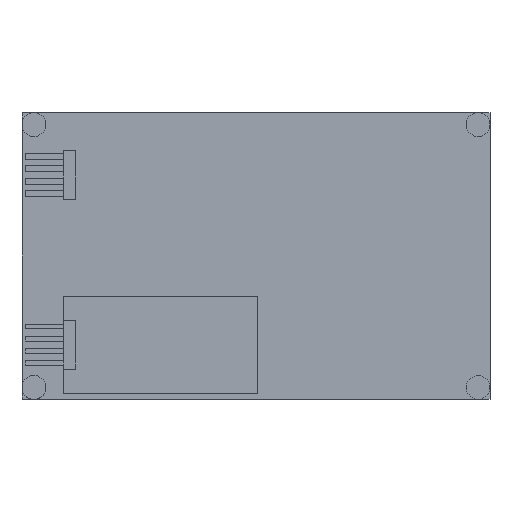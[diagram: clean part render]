
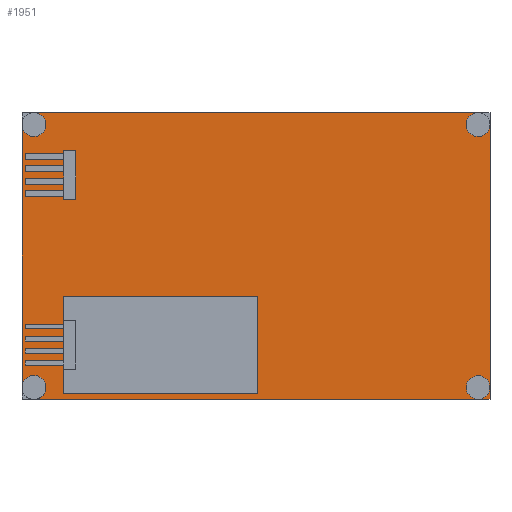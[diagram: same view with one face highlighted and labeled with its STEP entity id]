
A CAD part, front view. The second image highlights one B-rep face of the part: STEP entity #1951.
In plain terms, the highlighted planar face has unit normal (0, -1, 0).
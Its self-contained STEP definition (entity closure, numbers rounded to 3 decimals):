
#114=DIRECTION('',(0.,0.,1.));
#115=VECTOR('',#114,2.54);
#116=CARTESIAN_POINT('',(-40.27,2.,-28.77));
#117=LINE('',#116,#115);
#387=DIRECTION('',(1.,0.,0.));
#388=VECTOR('',#387,40.64);
#389=CARTESIAN_POINT('',(-40.27,2.,-26.23));
#390=LINE('',#389,#388);
#394=CARTESIAN_POINT('',(-46.5,2.,27.5));
#395=DIRECTION('',(0.,-1.,0.));
#396=DIRECTION('',(-1.,0.,0.));
#397=AXIS2_PLACEMENT_3D('',#394,#395,#396);
#402=CARTESIAN_POINT('',(-46.5,2.,27.5));
#403=DIRECTION('',(0.,-1.,0.));
#404=DIRECTION('',(1.,0.,0.));
#405=AXIS2_PLACEMENT_3D('',#402,#403,#404);
#410=DIRECTION('',(1.,0.,0.));
#411=VECTOR('',#410,93.);
#412=CARTESIAN_POINT('',(-46.5,2.,30.));
#413=LINE('',#412,#411);
#417=CARTESIAN_POINT('',(46.5,2.,27.5));
#418=DIRECTION('',(0.,-1.,0.));
#419=DIRECTION('',(0.,0.,1.));
#420=AXIS2_PLACEMENT_3D('',#417,#418,#419);
#425=CARTESIAN_POINT('',(46.5,2.,27.5));
#426=DIRECTION('',(0.,-1.,0.));
#427=DIRECTION('',(-1.,0.,0.));
#428=AXIS2_PLACEMENT_3D('',#425,#426,#427);
#433=DIRECTION('',(0.,0.,-1.));
#434=VECTOR('',#433,57.5);
#435=CARTESIAN_POINT('',(49.,2.,27.5));
#436=LINE('',#435,#434);
#440=DIRECTION('',(-1.,0.,0.));
#441=VECTOR('',#440,2.5);
#442=CARTESIAN_POINT('',(49.,2.,-30.));
#443=LINE('',#442,#441);
#447=CARTESIAN_POINT('',(46.5,2.,-27.53));
#448=DIRECTION('',(0.,-1.,0.));
#449=DIRECTION('',(0.,0.,-1.));
#450=AXIS2_PLACEMENT_3D('',#447,#448,#449);
#455=CARTESIAN_POINT('',(46.5,2.,-27.53));
#456=DIRECTION('',(0.,-1.,0.));
#457=DIRECTION('',(1.,0.,0.));
#458=AXIS2_PLACEMENT_3D('',#455,#456,#457);
#463=CARTESIAN_POINT('',(46.5,2.,-27.53));
#464=DIRECTION('',(0.,-1.,0.));
#465=DIRECTION('',(-1.,0.,0.));
#466=AXIS2_PLACEMENT_3D('',#463,#464,#465);
#471=DIRECTION('',(-1.,0.,0.));
#472=VECTOR('',#471,92.615);
#473=CARTESIAN_POINT('',(46.5,2.,-30.));
#474=LINE('',#473,#472);
#478=CARTESIAN_POINT('',(-46.5,2.,-27.53));
#479=DIRECTION('',(0.,-1.,0.));
#480=DIRECTION('',(0.154,0.,-0.988));
#481=AXIS2_PLACEMENT_3D('',#478,#479,#480);
#486=CARTESIAN_POINT('',(-46.5,2.,-27.53));
#487=DIRECTION('',(0.,-1.,0.));
#488=DIRECTION('',(1.,0.,0.));
#489=AXIS2_PLACEMENT_3D('',#486,#487,#488);
#494=DIRECTION('',(0.,0.,1.));
#495=VECTOR('',#494,55.03);
#496=CARTESIAN_POINT('',(-49.,2.,-27.53));
#497=LINE('',#496,#495);
#581=DIRECTION('',(-1.,0.,0.));
#582=VECTOR('',#581,40.64);
#583=CARTESIAN_POINT('',(0.37,2.,-28.77));
#584=LINE('',#583,#582);
#595=DIRECTION('',(0.,0.,-1.));
#596=VECTOR('',#595,2.54);
#597=CARTESIAN_POINT('',(0.37,2.,-26.23));
#598=LINE('',#597,#596);
#1370=CARTESIAN_POINT('',(49.,2.,-30.));
#1371=VERTEX_POINT('',#1370);
#1378=CARTESIAN_POINT('',(-40.27,2.,-26.23));
#1379=CARTESIAN_POINT('',(0.37,2.,-26.23));
#1380=VERTEX_POINT('',#1378);
#1381=VERTEX_POINT('',#1379);
#1382=CARTESIAN_POINT('',(0.37,2.,-28.77));
#1383=VERTEX_POINT('',#1382);
#1384=CARTESIAN_POINT('',(-40.27,2.,-28.77));
#1385=VERTEX_POINT('',#1384);
#1546=CARTESIAN_POINT('',(-49.,2.,27.5));
#1547=CARTESIAN_POINT('',(-44.,2.,27.5));
#1548=VERTEX_POINT('',#1546);
#1549=VERTEX_POINT('',#1547);
#1550=CARTESIAN_POINT('',(-46.5,2.,30.));
#1551=VERTEX_POINT('',#1550);
#1552=CARTESIAN_POINT('',(-49.,2.,-27.53));
#1554=VERTEX_POINT('',#1552);
#1556=CARTESIAN_POINT('',(-46.115,2.,-30.));
#1557=CARTESIAN_POINT('',(-44.,2.,-27.53));
#1558=VERTEX_POINT('',#1556);
#1559=VERTEX_POINT('',#1557);
#1560=CARTESIAN_POINT('',(44.,2.,27.5));
#1561=CARTESIAN_POINT('',(49.,2.,27.5));
#1562=VERTEX_POINT('',#1560);
#1563=VERTEX_POINT('',#1561);
#1564=CARTESIAN_POINT('',(46.5,2.,30.));
#1565=VERTEX_POINT('',#1564);
#1566=CARTESIAN_POINT('',(44.03,2.,-27.53));
#1567=CARTESIAN_POINT('',(46.5,2.,-30.));
#1568=VERTEX_POINT('',#1566);
#1569=VERTEX_POINT('',#1567);
#1570=CARTESIAN_POINT('',(48.97,2.,-27.53));
#1571=VERTEX_POINT('',#1570);
#1908=CARTESIAN_POINT('',(0.,2.,0.));
#1909=DIRECTION('',(0.,1.,0.));
#1910=DIRECTION('',(1.,0.,0.));
#1911=AXIS2_PLACEMENT_3D('',#1908,#1909,#1910);
#1912=PLANE('',#1911);
#1914=ORIENTED_EDGE('',*,*,#1913,.T.);
#1916=ORIENTED_EDGE('',*,*,#1915,.T.);
#1918=ORIENTED_EDGE('',*,*,#1917,.T.);
#1920=ORIENTED_EDGE('',*,*,#1919,.T.);
#1922=ORIENTED_EDGE('',*,*,#1921,.T.);
#1924=ORIENTED_EDGE('',*,*,#1923,.T.);
#1926=ORIENTED_EDGE('',*,*,#1925,.T.);
#1928=ORIENTED_EDGE('',*,*,#1927,.T.);
#1930=ORIENTED_EDGE('',*,*,#1929,.T.);
#1932=ORIENTED_EDGE('',*,*,#1931,.T.);
#1934=ORIENTED_EDGE('',*,*,#1933,.T.);
#1936=ORIENTED_EDGE('',*,*,#1935,.T.);
#1938=ORIENTED_EDGE('',*,*,#1937,.T.);
#1940=ORIENTED_EDGE('',*,*,#1939,.T.);
#1941=EDGE_LOOP('',(#1914,#1916,#1918,#1920,#1922,#1924,#1926,#1928,#1930,#1932,
#1934,#1936,#1938,#1940));
#1942=FACE_OUTER_BOUND('',#1941,.F.);
#1943=ORIENTED_EDGE('',*,*,#1889,.F.);
#1944=ORIENTED_EDGE('',*,*,#1633,.F.);
#1946=ORIENTED_EDGE('',*,*,#1945,.F.);
#1948=ORIENTED_EDGE('',*,*,#1947,.F.);
#1949=EDGE_LOOP('',(#1943,#1944,#1946,#1948));
#1950=FACE_BOUND('',#1949,.F.);
#398=CIRCLE('',#397,2.5);
#406=CIRCLE('',#405,2.5);
#421=CIRCLE('',#420,2.5);
#429=CIRCLE('',#428,2.5);
#451=CIRCLE('',#450,2.47);
#459=CIRCLE('',#458,2.47);
#467=CIRCLE('',#466,2.47);
#482=CIRCLE('',#481,2.5);
#490=CIRCLE('',#489,2.5);
#1633=EDGE_CURVE('',#1385,#1380,#117,.T.);
#1889=EDGE_CURVE('',#1380,#1381,#390,.T.);
#1913=EDGE_CURVE('',#1548,#1549,#398,.T.);
#1915=EDGE_CURVE('',#1549,#1551,#406,.T.);
#1917=EDGE_CURVE('',#1551,#1565,#413,.T.);
#1919=EDGE_CURVE('',#1565,#1562,#421,.T.);
#1921=EDGE_CURVE('',#1562,#1563,#429,.T.);
#1923=EDGE_CURVE('',#1563,#1371,#436,.T.);
#1925=EDGE_CURVE('',#1371,#1569,#443,.T.);
#1927=EDGE_CURVE('',#1569,#1571,#451,.T.);
#1929=EDGE_CURVE('',#1571,#1568,#459,.T.);
#1931=EDGE_CURVE('',#1568,#1569,#467,.T.);
#1933=EDGE_CURVE('',#1569,#1558,#474,.T.);
#1935=EDGE_CURVE('',#1558,#1559,#482,.T.);
#1937=EDGE_CURVE('',#1559,#1554,#490,.T.);
#1939=EDGE_CURVE('',#1554,#1548,#497,.T.);
#1945=EDGE_CURVE('',#1383,#1385,#584,.T.);
#1947=EDGE_CURVE('',#1381,#1383,#598,.T.);
#1951=ADVANCED_FACE('',(#1942,#1950),#1912,.F.);
